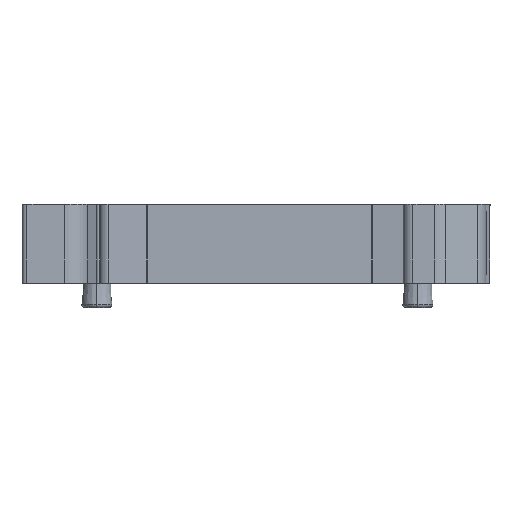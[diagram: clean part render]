
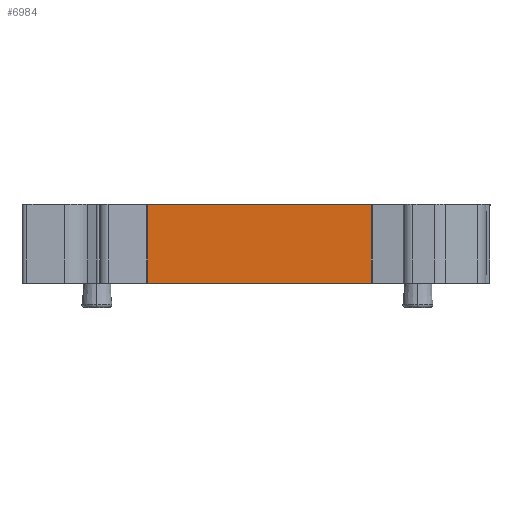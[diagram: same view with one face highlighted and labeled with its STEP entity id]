
A CAD part, front view. The second image highlights one B-rep face of the part: STEP entity #6984.
In plain terms, the highlighted planar face has unit normal (0, -1, 0).
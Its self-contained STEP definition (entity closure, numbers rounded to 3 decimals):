
#2227=DIRECTION('',(-1.,0.,0.));
#2228=VECTOR('',#2227,23.042);
#2229=CARTESIAN_POINT('',(11.721,0.3,-8.1));
#2230=LINE('',#2229,#2228);
#2231=DIRECTION('',(1.,0.,0.));
#2232=VECTOR('',#2231,23.042);
#2233=CARTESIAN_POINT('',(-11.321,0.3,0.));
#2234=LINE('',#2233,#2232);
#2235=DIRECTION('',(0.,0.,-1.));
#2236=VECTOR('',#2235,8.1);
#2237=CARTESIAN_POINT('',(11.721,0.3,0.));
#2238=LINE('',#2237,#2236);
#2239=DIRECTION('',(0.,0.,-1.));
#2240=VECTOR('',#2239,8.1);
#2241=CARTESIAN_POINT('',(-11.321,0.3,0.));
#2242=LINE('',#2241,#2240);
#3572=CARTESIAN_POINT('',(11.721,0.3,0.));
#3573=VERTEX_POINT('',#3572);
#3594=CARTESIAN_POINT('',(11.721,0.3,-8.1));
#3595=VERTEX_POINT('',#3594);
#3604=CARTESIAN_POINT('',(-11.321,0.3,0.));
#3606=VERTEX_POINT('',#3604);
#3626=CARTESIAN_POINT('',(-11.321,0.3,-8.1));
#3628=VERTEX_POINT('',#3626);
#6972=CARTESIAN_POINT('',(11.721,0.3,0.));
#6973=DIRECTION('',(0.,1.,0.));
#6974=DIRECTION('',(-1.,0.,0.));
#6975=AXIS2_PLACEMENT_3D('',#6972,#6973,#6974);
#6976=PLANE('',#6975);
#6977=ORIENTED_EDGE('',*,*,#5283,.T.);
#6979=ORIENTED_EDGE('',*,*,#6978,.F.);
#6980=ORIENTED_EDGE('',*,*,#4831,.T.);
#6981=ORIENTED_EDGE('',*,*,#6967,.T.);
#6982=EDGE_LOOP('',(#6977,#6979,#6980,#6981));
#6983=FACE_OUTER_BOUND('',#6982,.F.);
#6984=ADVANCED_FACE('',(#6983),#6976,.F.);
#4831=EDGE_CURVE('',#3606,#3573,#2234,.T.);
#5283=EDGE_CURVE('',#3595,#3628,#2230,.T.);
#6967=EDGE_CURVE('',#3573,#3595,#2238,.T.);
#6978=EDGE_CURVE('',#3606,#3628,#2242,.T.);
